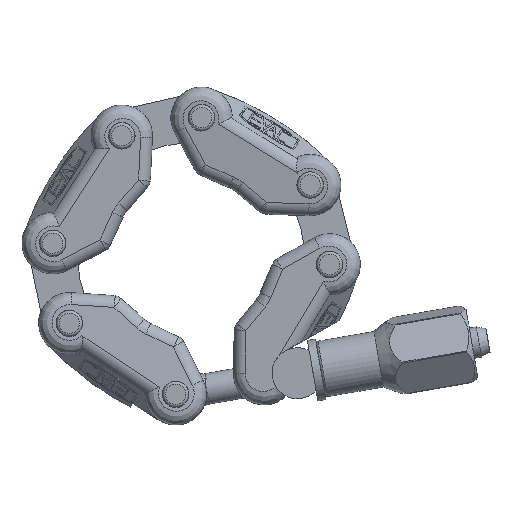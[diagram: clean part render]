
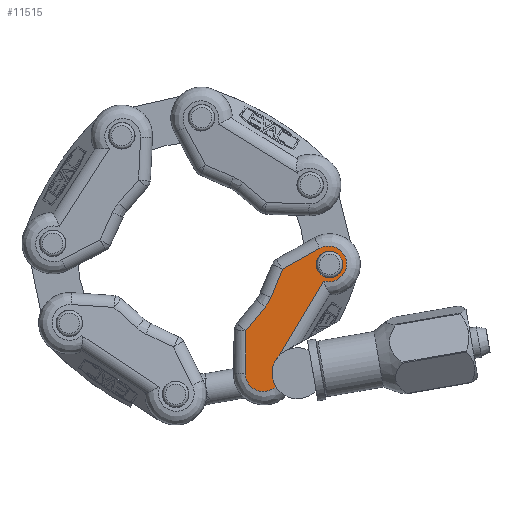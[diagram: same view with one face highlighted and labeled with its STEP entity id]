
A CAD part, left-side view. The second image highlights one B-rep face of the part: STEP entity #11515.
In plain terms, the highlighted face is planar.
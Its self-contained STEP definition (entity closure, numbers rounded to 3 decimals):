
#409=ELLIPSE('',#12290,2.61,2.6);
#410=ELLIPSE('',#12291,5.019,5.);
#411=ELLIPSE('',#12292,7.529,7.5);
#674=B_SPLINE_CURVE_WITH_KNOTS('',3,(#20462,#20463,#20464,#20465,#20466,
#20467,#20468,#20469,#20470,#20471),.UNSPECIFIED.,.F.,.F.,(4,1,1,1,1,1,
1,4),(0.,0.125,0.25,0.375,0.5,0.625,0.75,1.),.UNSPECIFIED.);
#675=B_SPLINE_CURVE_WITH_KNOTS('',3,(#20483,#20484,#20485,#20486,#20487,
#20488,#20489),.UNSPECIFIED.,.F.,.F.,(4,1,1,1,4),(0.,0.25,0.5,0.75,1.),
 .UNSPECIFIED.);
#3184=ORIENTED_EDGE('',*,*,#5442,.F.);
#3185=ORIENTED_EDGE('',*,*,#5443,.T.);
#3186=ORIENTED_EDGE('',*,*,#5432,.F.);
#3187=ORIENTED_EDGE('',*,*,#5444,.F.);
#3188=ORIENTED_EDGE('',*,*,#5445,.F.);
#3189=ORIENTED_EDGE('',*,*,#5446,.F.);
#3190=ORIENTED_EDGE('',*,*,#5447,.F.);
#3191=ORIENTED_EDGE('',*,*,#5448,.F.);
#3192=ORIENTED_EDGE('',*,*,#5449,.F.);
#3193=ORIENTED_EDGE('',*,*,#5450,.F.);
#5432=EDGE_CURVE('',#6754,#6755,#7923,.T.);
#5442=EDGE_CURVE('',#6764,#6764,#409,.T.);
#5443=EDGE_CURVE('',#6765,#6755,#410,.T.);
#5444=EDGE_CURVE('',#6766,#6754,#674,.F.);
#5445=EDGE_CURVE('',#6767,#6766,#7928,.T.);
#5446=EDGE_CURVE('',#6768,#6767,#7929,.T.);
#5447=EDGE_CURVE('',#6769,#6768,#411,.T.);
#5448=EDGE_CURVE('',#6770,#6769,#7930,.T.);
#5449=EDGE_CURVE('',#6771,#6770,#7931,.T.);
#5450=EDGE_CURVE('',#6765,#6771,#675,.F.);
#6754=VERTEX_POINT('',#20433);
#6755=VERTEX_POINT('',#20435);
#6764=VERTEX_POINT('',#20459);
#6765=VERTEX_POINT('',#20461);
#6766=VERTEX_POINT('',#20472);
#6767=VERTEX_POINT('',#20474);
#6768=VERTEX_POINT('',#20476);
#6769=VERTEX_POINT('',#20478);
#6770=VERTEX_POINT('',#20480);
#6771=VERTEX_POINT('',#20482);
#7923=LINE('',#20434,#9002);
#7928=LINE('',#20473,#9007);
#7929=LINE('',#20475,#9008);
#7930=LINE('',#20479,#9009);
#7931=LINE('',#20481,#9010);
#9002=VECTOR('',#14258,1000.);
#9007=VECTOR('',#14279,1000.);
#9008=VECTOR('',#14280,1000.);
#9009=VECTOR('',#14283,1000.);
#9010=VECTOR('',#14284,1000.);
#9764=EDGE_LOOP('',(#3184));
#9765=EDGE_LOOP('',(#3185,#3186,#3187,#3188,#3189,#3190,#3191,#3192,#3193));
#10471=FACE_BOUND('',#9764,.T.);
#10472=FACE_BOUND('',#9765,.T.);
#10998=PLANE('',#12289);
#11515=ADVANCED_FACE('',(#10471,#10472),#10998,.T.);
#12289=AXIS2_PLACEMENT_3D('',#20457,#14273,#14274);
#12290=AXIS2_PLACEMENT_3D('',#20458,#14275,#14276);
#12291=AXIS2_PLACEMENT_3D('',#20460,#14277,#14278);
#12292=AXIS2_PLACEMENT_3D('',#20477,#14281,#14282);
#14258=DIRECTION('',(0.,0.,1.));
#14273=DIRECTION('',(-0.996,-0.087,0.));
#14274=DIRECTION('',(0.,0.,1.));
#14275=DIRECTION('',(-0.996,-0.087,0.));
#14276=DIRECTION('',(0.087,-0.996,0.));
#14277=DIRECTION('',(0.996,0.087,0.));
#14278=DIRECTION('',(-0.087,0.996,0.));
#14279=DIRECTION('',(-0.044,0.5,-0.865));
#14280=DIRECTION('',(0.013,-0.148,-0.989));
#14281=DIRECTION('',(-0.996,-0.087,0.));
#14282=DIRECTION('',(-0.087,0.996,0.));
#14283=DIRECTION('',(-0.013,0.148,-0.989));
#14284=DIRECTION('',(0.044,-0.5,-0.865));
#20433=CARTESIAN_POINT('',(-10.011,1.87,-9.105));
#20434=CARTESIAN_POINT('',(-10.011,1.87,-9.105));
#20435=CARTESIAN_POINT('',(-10.011,1.87,7.846));
#20457=CARTESIAN_POINT('',(-9.096,-8.595,0.));
#20458=CARTESIAN_POINT('',(-9.956,1.235,-12.5));
#20459=CARTESIAN_POINT('',(-9.728,-1.365,-12.5));
#20460=CARTESIAN_POINT('',(-10.437,6.735,9.));
#20461=CARTESIAN_POINT('',(-10.232,4.394,13.418));
#20462=CARTESIAN_POINT('',(-10.011,1.87,-9.105));
#20463=CARTESIAN_POINT('',(-10.06,2.43,-9.246));
#20464=CARTESIAN_POINT('',(-10.151,3.471,-9.806));
#20465=CARTESIAN_POINT('',(-10.237,4.455,-11.288));
#20466=CARTESIAN_POINT('',(-10.252,4.619,-13.058));
#20467=CARTESIAN_POINT('',(-10.191,3.926,-14.696));
#20468=CARTESIAN_POINT('',(-10.07,2.542,-15.81));
#20469=CARTESIAN_POINT('',(-9.866,0.206,-16.252));
#20470=CARTESIAN_POINT('',(-9.722,-1.436,-15.252));
#20471=CARTESIAN_POINT('',(-9.671,-2.014,-14.25));
#20472=CARTESIAN_POINT('',(-9.671,-2.014,-14.25));
#20473=CARTESIAN_POINT('',(-9.304,-6.211,-6.98));
#20474=CARTESIAN_POINT('',(-9.304,-6.211,-6.98));
#20475=CARTESIAN_POINT('',(-9.381,-5.334,-1.109));
#20476=CARTESIAN_POINT('',(-9.381,-5.334,-1.109));
#20477=CARTESIAN_POINT('',(-8.732,-12.751,0.));
#20478=CARTESIAN_POINT('',(-9.381,-5.334,1.109));
#20479=CARTESIAN_POINT('',(-9.304,-6.211,6.98));
#20480=CARTESIAN_POINT('',(-9.304,-6.211,6.98));
#20481=CARTESIAN_POINT('',(-9.671,-2.014,14.25));
#20482=CARTESIAN_POINT('',(-9.671,-2.014,14.25));
#20483=CARTESIAN_POINT('',(-9.671,-2.014,14.25));
#20484=CARTESIAN_POINT('',(-9.702,-1.669,14.848));
#20485=CARTESIAN_POINT('',(-9.793,-0.627,15.822));
#20486=CARTESIAN_POINT('',(-9.978,1.494,16.178));
#20487=CARTESIAN_POINT('',(-10.15,3.455,15.292));
#20488=CARTESIAN_POINT('',(-10.216,4.213,14.086));
#20489=CARTESIAN_POINT('',(-10.232,4.394,13.418));
